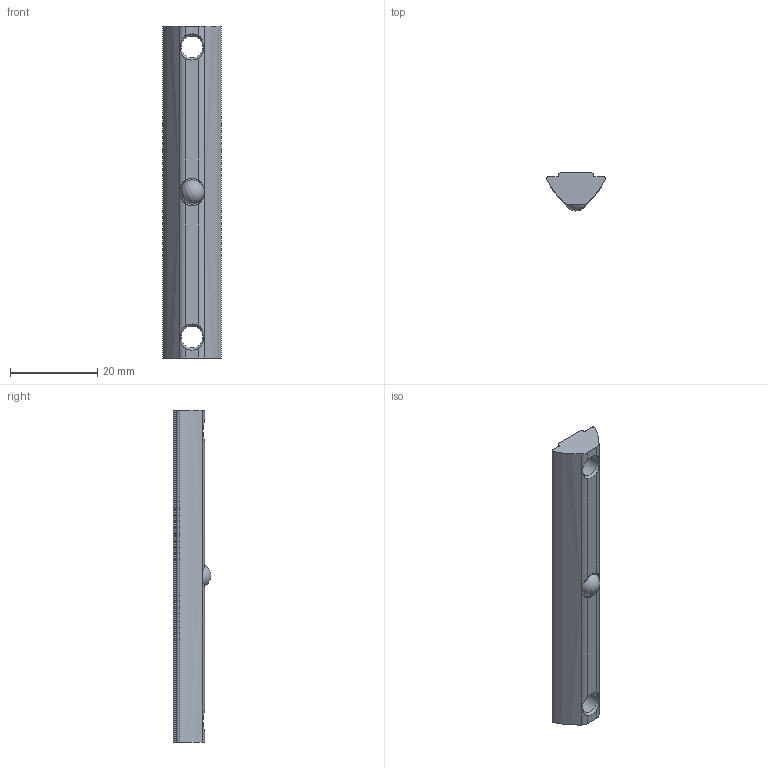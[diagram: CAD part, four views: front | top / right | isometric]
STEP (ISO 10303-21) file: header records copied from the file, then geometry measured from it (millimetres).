
FILE_DESCRIPTION(('STEP AP203'),'1');
FILE_NAME('FIXE08E2858.stp','2023-12-12T07:40:02',(' '),(' '),'Spatial InterOp 3D',' ',' ');
FILE_SCHEMA(('CONFIG_CONTROL_DESIGN'));
Length unit declared in the file: millimetre
Products named in the file (3): Ecrou 8 St 2 M6-76
Assembly tree (2 placements, depth 2):
  Ecrou 8 St 2 M6-76
    Ecrou 8 St 2 M6-76
    Ecrou 8 St 2 M6-76
Bounding box: 13.5 x 8.66 x 76 mm (x, y, z)
Volume: 4948.2 mm3; surface area: 3082.5 mm2
Topology: 2 solids, 2 shells, 46 faces, 138 edges, 91 vertices
Faces by surface type: cylinder 19, plane 13, bspline 6, cone 5, revolution 3
Full cylindrical faces by diameter (mm): 4.917 x2, 5.8 x1
Entity records: 1851 total; most frequent: CARTESIAN_POINT 546, ORIENTED_EDGE 242, DIRECTION 223, EDGE_CURVE 121, VERTEX_POINT 86, AXIS2_PLACEMENT_3D 85, EDGE_LOOP 54, LINE 50
